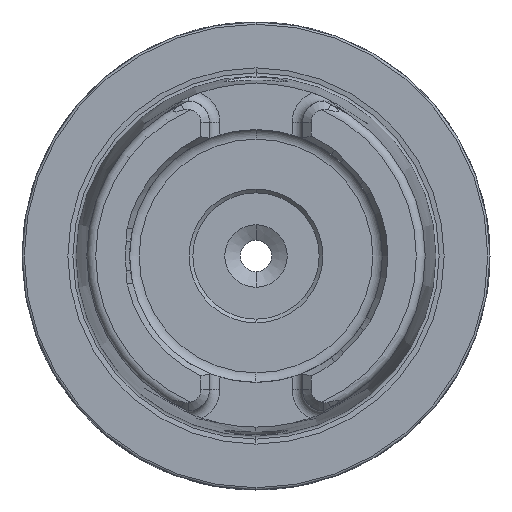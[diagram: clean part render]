
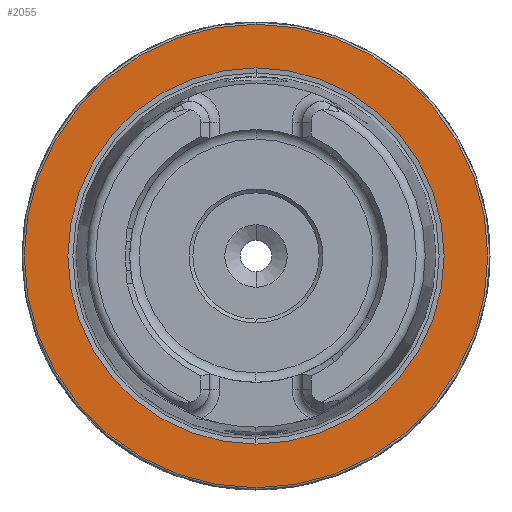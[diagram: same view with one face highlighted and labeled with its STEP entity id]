
A CAD part, left-side view. The second image highlights one B-rep face of the part: STEP entity #2055.
In plain terms, the highlighted planar face has unit normal (-1, 0, 0).
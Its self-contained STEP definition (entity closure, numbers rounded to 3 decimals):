
#252 = FACE_OUTER_BOUND ( 'NONE', #596, .T. ) ;
#255 = FACE_BOUND ( 'NONE', #608, .T. ) ;
#596 = EDGE_LOOP ( 'NONE', ( #3781, #3782 ) ) ;
#608 = EDGE_LOOP ( 'NONE', ( #3779, #3780 ) ) ;
#1544 = DIRECTION ( 'NONE',  ( 1., 0., 0. ) ) ;
#1553 = CARTESIAN_POINT ( 'NONE',  ( 0., 31.2, 0. ) ) ;
#1554 = PLANE ( 'NONE',  #2288 ) ;
#1556 = DIRECTION ( 'NONE',  ( 0., 0., -1. ) ) ;
#2055 = ADVANCED_FACE ( 'NONE', ( #255, #252 ), #1554, .F. ) ;
#2288 = AXIS2_PLACEMENT_3D ( 'NONE', #1553, #1544, #1556 ) ;
#2364 = CARTESIAN_POINT ( 'NONE',  ( 0., 0., 0. ) ) ;
#2365 = DIRECTION ( 'NONE',  ( -1., 0., 0. ) ) ;
#2366 = DIRECTION ( 'NONE',  ( 0., 0., 1. ) ) ;
#2375 = CARTESIAN_POINT ( 'NONE',  ( 0., 0., 0. ) ) ;
#2376 = DIRECTION ( 'NONE',  ( -1., 0., 0. ) ) ;
#2377 = DIRECTION ( 'NONE',  ( 0., 0., 1. ) ) ;
#3779 = ORIENTED_EDGE ( 'NONE', *, *, #6511, .F. ) ;
#3780 = ORIENTED_EDGE ( 'NONE', *, *, #6205, .F. ) ;
#3781 = ORIENTED_EDGE ( 'NONE', *, *, #6209, .T. ) ;
#3782 = ORIENTED_EDGE ( 'NONE', *, *, #6510, .T. ) ;
#5858 = CARTESIAN_POINT ( 'NONE',  ( 0., 0., 25.324 ) ) ;
#5893 = CARTESIAN_POINT ( 'NONE',  ( 0., 0., -25.324 ) ) ;
#5910 = CARTESIAN_POINT ( 'NONE',  ( 0., 0., -31.2 ) ) ;
#5951 = CARTESIAN_POINT ( 'NONE',  ( 0., 0., 31.2 ) ) ;
#6205 = EDGE_CURVE ( 'NONE', #7757, #7732, #7125, .T. ) ;
#6209 = EDGE_CURVE ( 'NONE', #7815, #7774, #7132, .T. ) ;
#6510 = EDGE_CURVE ( 'NONE', #7774, #7815, #7282, .T. ) ;
#6511 = EDGE_CURVE ( 'NONE', #7732, #7757, #7283, .T. ) ;
#6779 = AXIS2_PLACEMENT_3D ( 'NONE', #2364, #2365, #2366 ) ;
#6782 = AXIS2_PLACEMENT_3D ( 'NONE', #2375, #2376, #2377 ) ;
#6838 = AXIS2_PLACEMENT_3D ( 'NONE', #8978, #8979, #8980 ) ;
#6839 = AXIS2_PLACEMENT_3D ( 'NONE', #8981, #8982, #8983 ) ;
#7125 = CIRCLE ( 'NONE', #6779, 25.324 ) ;
#7132 = CIRCLE ( 'NONE', #6782, 31.2 ) ;
#7282 = CIRCLE ( 'NONE', #6838, 31.2 ) ;
#7283 = CIRCLE ( 'NONE', #6839, 25.324 ) ;
#7732 = VERTEX_POINT ( 'NONE', #5858 ) ;
#7757 = VERTEX_POINT ( 'NONE', #5893 ) ;
#7774 = VERTEX_POINT ( 'NONE', #5910 ) ;
#7815 = VERTEX_POINT ( 'NONE', #5951 ) ;
#8978 = CARTESIAN_POINT ( 'NONE',  ( 0., 0., 0. ) ) ;
#8979 = DIRECTION ( 'NONE',  ( -1., 0., 0. ) ) ;
#8980 = DIRECTION ( 'NONE',  ( 0., 0., 1. ) ) ;
#8981 = CARTESIAN_POINT ( 'NONE',  ( 0., 0., 0. ) ) ;
#8982 = DIRECTION ( 'NONE',  ( -1., 0., 0. ) ) ;
#8983 = DIRECTION ( 'NONE',  ( 0., 0., 1. ) ) ;
